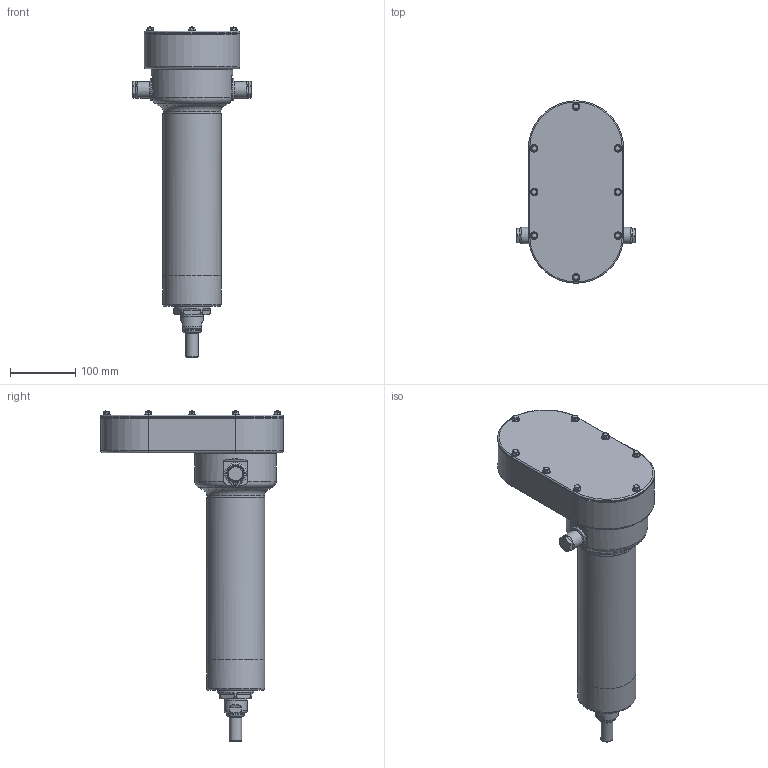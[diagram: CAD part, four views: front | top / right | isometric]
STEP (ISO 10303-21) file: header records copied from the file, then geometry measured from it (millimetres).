
FILE_DESCRIPTION (( 'STEP AP203' ), '1' );
FILE_NAME ('RS-487061-1.step', '2025-04-25T21:00:11', ( '' ), ( '' ), 'SwSTEP 2.0', 'SolidWorks 2024', '' );
FILE_SCHEMA (( 'CONFIG_CONTROL_DESIGN' ));
Products named in the file (4): 21259036_RS-487061-1; tempJoin1_21259004_RS-487061-1; RS-487061-1; Base_RS-487061-1
Assembly tree (3 placements, depth 2):
  RS-487061-1
    tempJoin1_21259004_RS-487061-1
    21259036_RS-487061-1
    Base_RS-487061-1
Bounding box: 182.15 x 279.45 x 505.86 mm (x, y, z)
Volume: 3306794 mm3; surface area: 605595.1 mm2
Topology: 4 solids, 56 shells, 3127 faces, 8313 edges, 5329 vertices
Faces by surface type: cylinder 1323, plane 966, bspline 438, torus 196, cone 194, sphere 10
Full cylindrical faces by diameter (mm): 3.242 x15, 4.2 x9, 4.254 x10, 5 x20, 5.588 x8, 6 x17, 6.35 x5, 6.401 x1, 6.477 x2, 6.5 x12, 6.7 x16, 7.01 x10, 7.938 x1, 7.949 x9, 8 x9, 10 x9, 10.76 x1, 11.1 x12, 11.62 x1, 12.675 x1, 13.716 x1, 15 x2, 15.088 x1, 15.164 x1, 16.556 x1, 17.422 x1, 17.93 x1, 17.986 x1, 18 x1, 19.037 x1
Entity records: 112005 total; most frequent: CARTESIAN_POINT 37723, DIRECTION 15421, ORIENTED_EDGE 15170, EDGE_CURVE 7585, AXIS2_PLACEMENT_3D 6135, VERTEX_POINT 5099, EDGE_LOOP 3902, FACE_OUTER_BOUND 3493
